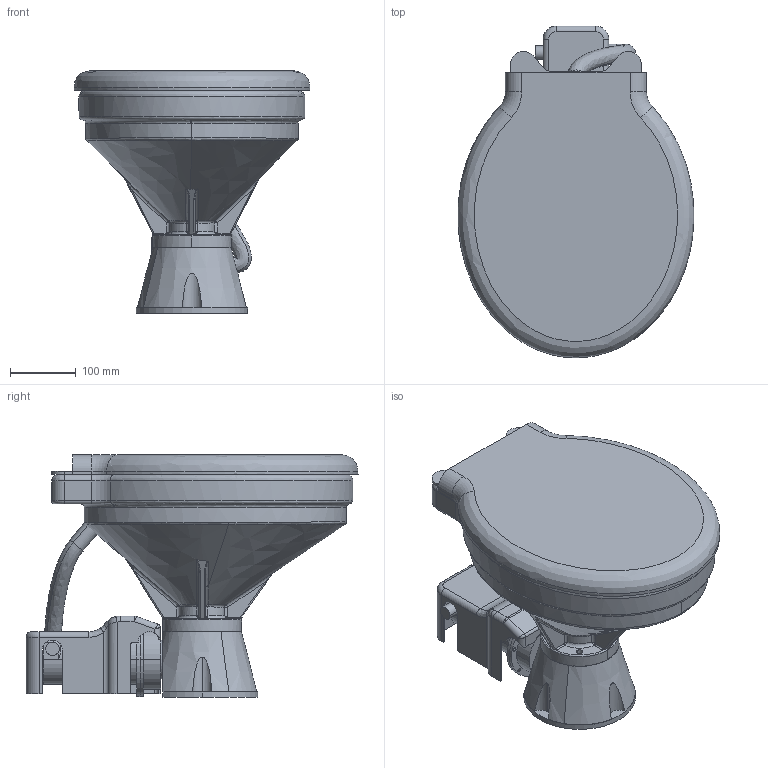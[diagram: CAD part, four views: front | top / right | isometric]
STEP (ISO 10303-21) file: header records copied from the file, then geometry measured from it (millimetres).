
FILE_DESCRIPTION((''),'2;1');
FILE_NAME('STANDARD_ELECKRIC_EVO_COMFORT_ASM','2018-04-20T',('kada'),(''),'CREO PARAMETRIC BY PTC INC, 2016130','CREO PARAMETRIC BY PTC INC, 2016130','');
FILE_SCHEMA(('CONFIG_CONTROL_DESIGN'));
Products named in the file (6): COMFORT_KERAMIK_STD; MOUNTING_FOOT; ELECTRIC_PUMP_STANDARD; WIRE_MOTOR_2; STANDARD_COVER; STANDARD_ELECKRIC_EVO_COMFORT_ASM
Assembly tree (5 placements, depth 2):
  STANDARD_ELECKRIC_EVO_COMFORT_ASM
    COMFORT_KERAMIK_STD
    MOUNTING_FOOT
    ELECTRIC_PUMP_STANDARD
    WIRE_MOTOR_2
    STANDARD_COVER
Bounding box: 360.07 x 506.73 x 370 mm (x, y, z)
Volume: 8115043.3 mm3; surface area: 1175315.1 mm2
Topology: 5 solids, 5 shells, 470 faces, 1228 edges, 759 vertices
Faces by surface type: cylinder 182, bspline 128, plane 101, torus 38, extrusion 11, sphere 8, cone 2
Entity records: 29520 total; most frequent: CARTESIAN_POINT 18608, ORIENTED_EDGE 2416, DIRECTION 2010, EDGE_CURVE 1208, AXIS2_PLACEMENT_3D 810, VERTEX_POINT 759, EDGE_LOOP 517, FACE_OUTER_BOUND 470
